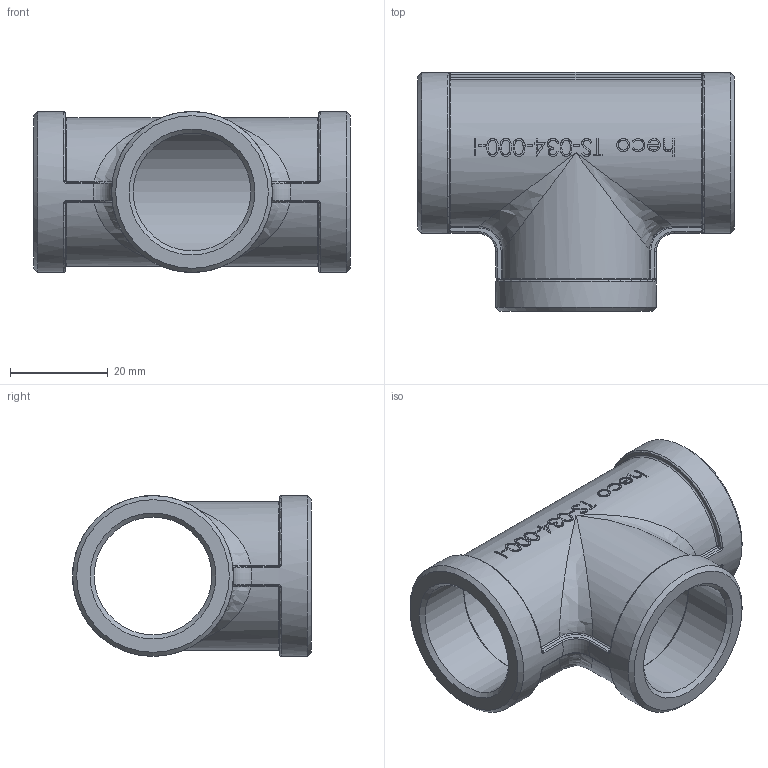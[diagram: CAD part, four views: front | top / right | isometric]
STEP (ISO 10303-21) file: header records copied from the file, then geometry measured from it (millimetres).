
FILE_DESCRIPTION (( 'STEP AP214' ), '1' );
FILE_NAME ('heco_TS-034-000-I.STEP', '2015-10-29T12:23:47', ( 'test' ), ( '' ), 'SwSTEP 2.0', 'SolidWorks 2011', '' );
FILE_SCHEMA (( 'AUTOMOTIVE_DESIGN' ));
Length unit declared in the file: millimetre
Products named in the file (1): heco_TS-034-000-I
Bounding box: 65 x 49 x 33 mm (x, y, z)
Volume: 19573.6 mm3; surface area: 15711.6 mm2
Topology: 1 solids, 1 shells, 310 faces, 768 edges, 469 vertices
Faces by surface type: bspline 139, cylinder 66, plane 66, torus 18, sphere 12, cone 9
Full cylindrical faces by diameter (mm): 24.117 x3, 27.1 x2, 33 x2
Entity records: 28770 total; most frequent: CARTESIAN_POINT 21233, ORIENTED_EDGE 1456, DIRECTION 791, EDGE_CURVE 728, VERTEX_POINT 463, B_SPLINE_CURVE_WITH_KNOTS 426, EDGE_LOOP 357, AXIS2_PLACEMENT_3D 319
